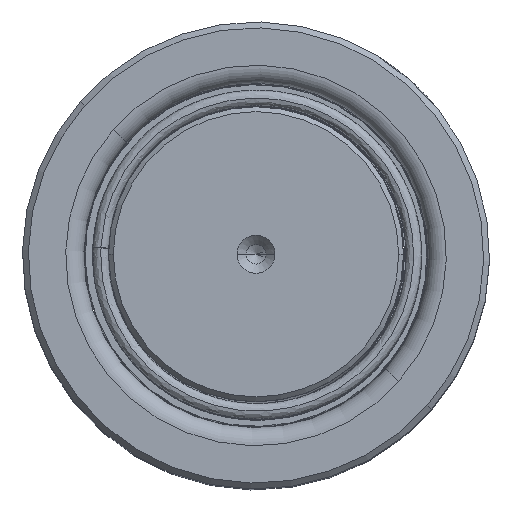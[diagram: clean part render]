
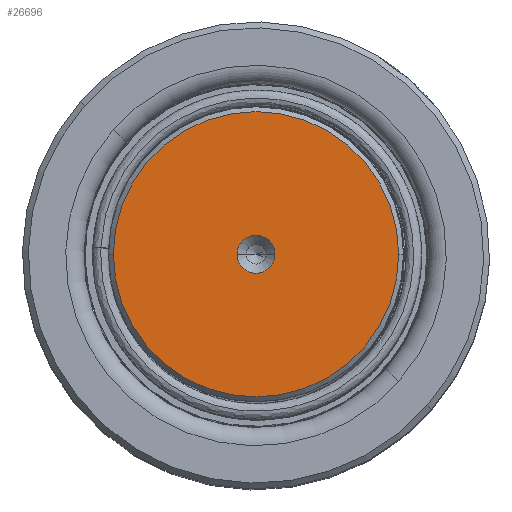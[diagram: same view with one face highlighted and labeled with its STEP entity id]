
A CAD part, top view. The second image highlights one B-rep face of the part: STEP entity #26696.
In plain terms, the highlighted planar face has unit normal (0, 0, 1).
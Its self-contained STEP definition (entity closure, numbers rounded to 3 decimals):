
#3538 = CIRCLE ( 'NONE', #18938, 3.85 ) ;
#5302 = CARTESIAN_POINT ( 'NONE',  ( 29.016, 0., 260. ) ) ;
#6938 = EDGE_CURVE ( 'NONE', #57662, #42173, #50010, .T. ) ;
#7649 = CIRCLE ( 'NONE', #39118, 29.016 ) ;
#8676 = AXIS2_PLACEMENT_3D ( 'NONE', #57128, #27317, #57337 ) ;
#10359 = CARTESIAN_POINT ( 'NONE',  ( -29.016, 0., 260. ) ) ;
#10493 = VERTEX_POINT ( 'NONE', #5302 ) ;
#13108 = DIRECTION ( 'NONE',  ( 0., 0., 1. ) ) ;
#14926 = AXIS2_PLACEMENT_3D ( 'NONE', #60293, #60940, #35512 ) ;
#15191 = CARTESIAN_POINT ( 'NONE',  ( -3.85, 0., 260. ) ) ;
#17906 = ORIENTED_EDGE ( 'NONE', *, *, #17913, .T. ) ;
#17913 = EDGE_CURVE ( 'NONE', #56869, #10493, #19656, .T. ) ;
#18938 = AXIS2_PLACEMENT_3D ( 'NONE', #43427, #38633, #48024 ) ;
#19656 = CIRCLE ( 'NONE', #14926, 29.016 ) ;
#21724 = ORIENTED_EDGE ( 'NONE', *, *, #33576, .T. ) ;
#26696 = ADVANCED_FACE ( 'NONE', ( #51337, #58568 ), #32321, .T. ) ;
#27317 = DIRECTION ( 'NONE',  ( 0., 0., 1. ) ) ;
#31352 = EDGE_LOOP ( 'NONE', ( #17906, #21724 ) ) ;
#32321 = PLANE ( 'NONE',  #8676 ) ;
#33576 = EDGE_CURVE ( 'NONE', #10493, #56869, #7649, .T. ) ;
#35512 = DIRECTION ( 'NONE',  ( 1., 0., 0. ) ) ;
#35613 = AXIS2_PLACEMENT_3D ( 'NONE', #57385, #62585, #42596 ) ;
#38154 = EDGE_LOOP ( 'NONE', ( #40580, #53096 ) ) ;
#38633 = DIRECTION ( 'NONE',  ( 0., 0., 1. ) ) ;
#39118 = AXIS2_PLACEMENT_3D ( 'NONE', #62248, #13108, #42686 ) ;
#40580 = ORIENTED_EDGE ( 'NONE', *, *, #40678, .F. ) ;
#40678 = EDGE_CURVE ( 'NONE', #42173, #57662, #3538, .T. ) ;
#42173 = VERTEX_POINT ( 'NONE', #61793 ) ;
#42596 = DIRECTION ( 'NONE',  ( 1., 0., 0. ) ) ;
#42686 = DIRECTION ( 'NONE',  ( 1., 0., 0. ) ) ;
#43427 = CARTESIAN_POINT ( 'NONE',  ( 0., 0., 260. ) ) ;
#48024 = DIRECTION ( 'NONE',  ( 1., 0., 0. ) ) ;
#50010 = CIRCLE ( 'NONE', #35613, 3.85 ) ;
#51337 = FACE_BOUND ( 'NONE', #38154, .T. ) ;
#53096 = ORIENTED_EDGE ( 'NONE', *, *, #6938, .F. ) ;
#56869 = VERTEX_POINT ( 'NONE', #10359 ) ;
#57128 = CARTESIAN_POINT ( 'NONE',  ( 0., 0., 260. ) ) ;
#57337 = DIRECTION ( 'NONE',  ( 1., 0., 0. ) ) ;
#57385 = CARTESIAN_POINT ( 'NONE',  ( 0., 0., 260. ) ) ;
#57662 = VERTEX_POINT ( 'NONE', #15191 ) ;
#58568 = FACE_OUTER_BOUND ( 'NONE', #31352, .T. ) ;
#60293 = CARTESIAN_POINT ( 'NONE',  ( 0., 0., 260. ) ) ;
#60940 = DIRECTION ( 'NONE',  ( 0., 0., 1. ) ) ;
#61793 = CARTESIAN_POINT ( 'NONE',  ( 3.85, 0., 260. ) ) ;
#62248 = CARTESIAN_POINT ( 'NONE',  ( 0., 0., 260. ) ) ;
#62585 = DIRECTION ( 'NONE',  ( 0., 0., 1. ) ) ;
